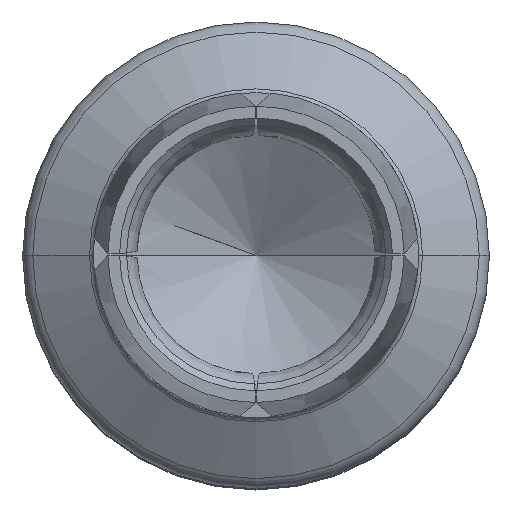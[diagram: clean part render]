
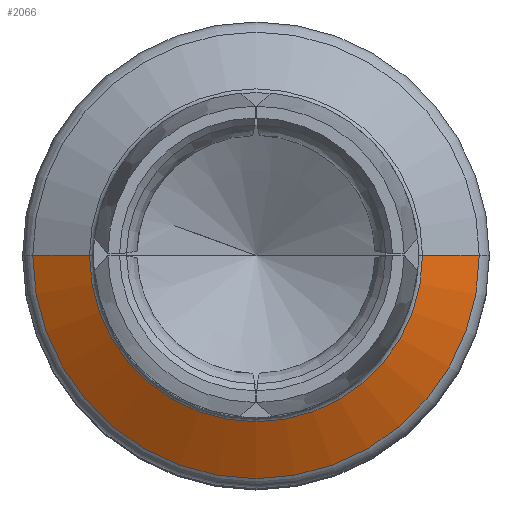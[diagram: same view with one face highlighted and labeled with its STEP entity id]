
A CAD part, top view. The second image highlights one B-rep face of the part: STEP entity #2066.
In plain terms, the highlighted conical face has half-angle 60 degrees and reference radius 4.801 mm.
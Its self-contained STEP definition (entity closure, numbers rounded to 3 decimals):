
#694=DIRECTION('',(-0.866,0.,0.5));
#695=VECTOR('',#694,1.615);
#696=CARTESIAN_POINT('',(6.375,0.,1.734));
#697=LINE('',#696,#695);
#703=DIRECTION('',(-0.866,0.,-0.5));
#704=VECTOR('',#703,1.615);
#705=CARTESIAN_POINT('',(-3.227,0.,2.541));
#706=LINE('',#705,#704);
#735=CARTESIAN_POINT('',(0.875,0.,1.734));
#736=DIRECTION('',(0.,0.,-1.));
#737=DIRECTION('',(1.,0.,0.));
#738=AXIS2_PLACEMENT_3D('',#735,#736,#737);
#740=CARTESIAN_POINT('',(0.875,0.,2.541));
#741=DIRECTION('',(0.,0.,-1.));
#742=DIRECTION('',(1.,0.,0.));
#743=AXIS2_PLACEMENT_3D('',#740,#741,#742);
#970=CARTESIAN_POINT('',(4.977,0.,2.541));
#972=VERTEX_POINT('',#970);
#974=CARTESIAN_POINT('',(-3.227,0.,2.541));
#976=VERTEX_POINT('',#974);
#1139=CARTESIAN_POINT('',(6.375,0.,1.734));
#1140=CARTESIAN_POINT('',(-4.625,0.,1.734));
#1141=VERTEX_POINT('',#1139);
#1142=VERTEX_POINT('',#1140);
#2055=CARTESIAN_POINT('',(0.875,0.,2.138));
#2056=DIRECTION('',(0.,0.,-1.));
#2057=DIRECTION('',(1.,0.,0.));
#2058=AXIS2_PLACEMENT_3D('',#2055,#2056,#2057);
#2059=CONICAL_SURFACE('',#2058,4.801,60.);
#2060=ORIENTED_EDGE('',*,*,#2049,.T.);
#2061=ORIENTED_EDGE('',*,*,#1993,.F.);
#2062=ORIENTED_EDGE('',*,*,#1962,.F.);
#2063=ORIENTED_EDGE('',*,*,#1990,.F.);
#2064=EDGE_LOOP('',(#2060,#2061,#2062,#2063));
#2065=FACE_OUTER_BOUND('',#2064,.F.);
#2066=ADVANCED_FACE('',(#2065),#2059,.T.);
#739=CIRCLE('',#738,5.5);
#744=CIRCLE('',#743,4.102);
#1962=EDGE_CURVE('',#972,#976,#744,.T.);
#1990=EDGE_CURVE('',#1141,#972,#697,.T.);
#1993=EDGE_CURVE('',#976,#1142,#706,.T.);
#2049=EDGE_CURVE('',#1141,#1142,#739,.T.);
